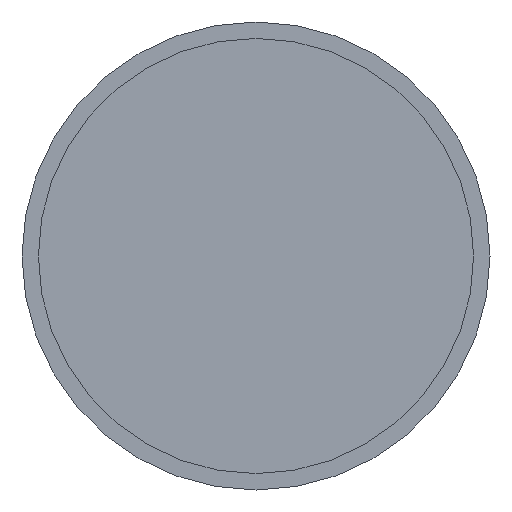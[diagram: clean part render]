
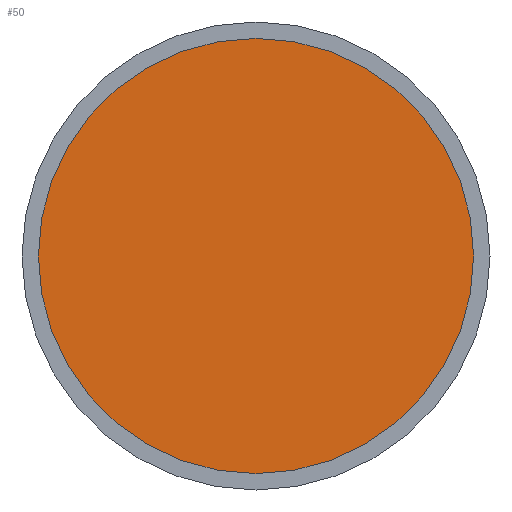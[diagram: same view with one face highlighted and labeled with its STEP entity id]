
A CAD part, front view. The second image highlights one B-rep face of the part: STEP entity #50.
In plain terms, the highlighted planar face has unit normal (0, -1, 0).
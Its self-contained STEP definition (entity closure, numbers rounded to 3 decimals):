
#22 = CIRCLE ( 'NONE', #316, 23.25 ) ;
#25 = CIRCLE ( 'NONE', #329, 23.25 ) ;
#50 = ADVANCED_FACE ( 'NONE', ( #289 ), #400, .T. ) ;
#61 = EDGE_CURVE ( 'NONE', #201, #215, #25, .T. ) ;
#77 = EDGE_CURVE ( 'NONE', #215, #201, #22, .T. ) ;
#101 = ORIENTED_EDGE ( 'NONE', *, *, #61, .T. ) ;
#103 = ORIENTED_EDGE ( 'NONE', *, *, #77, .T. ) ;
#173 = EDGE_LOOP ( 'NONE', ( #103, #101 ) ) ;
#201 = VERTEX_POINT ( 'NONE', #474 ) ;
#215 = VERTEX_POINT ( 'NONE', #436 ) ;
#284 = AXIS2_PLACEMENT_3D ( 'NONE', #399, #380, #373 ) ;
#289 = FACE_OUTER_BOUND ( 'NONE', #173, .T. ) ;
#316 = AXIS2_PLACEMENT_3D ( 'NONE', #449, #455, #453 ) ;
#329 = AXIS2_PLACEMENT_3D ( 'NONE', #390, #371, #366 ) ;
#366 = DIRECTION ( 'NONE',  ( 0., 0., -1. ) ) ;
#371 = DIRECTION ( 'NONE',  ( 0., -1., 0. ) ) ;
#373 = DIRECTION ( 'NONE',  ( 0., 0., -1. ) ) ;
#380 = DIRECTION ( 'NONE',  ( 0., -1., 0. ) ) ;
#390 = CARTESIAN_POINT ( 'NONE',  ( 0., 0., 0. ) ) ;
#399 = CARTESIAN_POINT ( 'NONE',  ( 23.25, 0., 0. ) ) ;
#400 = PLANE ( 'NONE',  #284 ) ;
#436 = CARTESIAN_POINT ( 'NONE',  ( 0., 0., -23.25 ) ) ;
#449 = CARTESIAN_POINT ( 'NONE',  ( 0., 0., 0. ) ) ;
#453 = DIRECTION ( 'NONE',  ( 0., 0., -1. ) ) ;
#455 = DIRECTION ( 'NONE',  ( 0., -1., 0. ) ) ;
#474 = CARTESIAN_POINT ( 'NONE',  ( 0., 0., 23.25 ) ) ;
